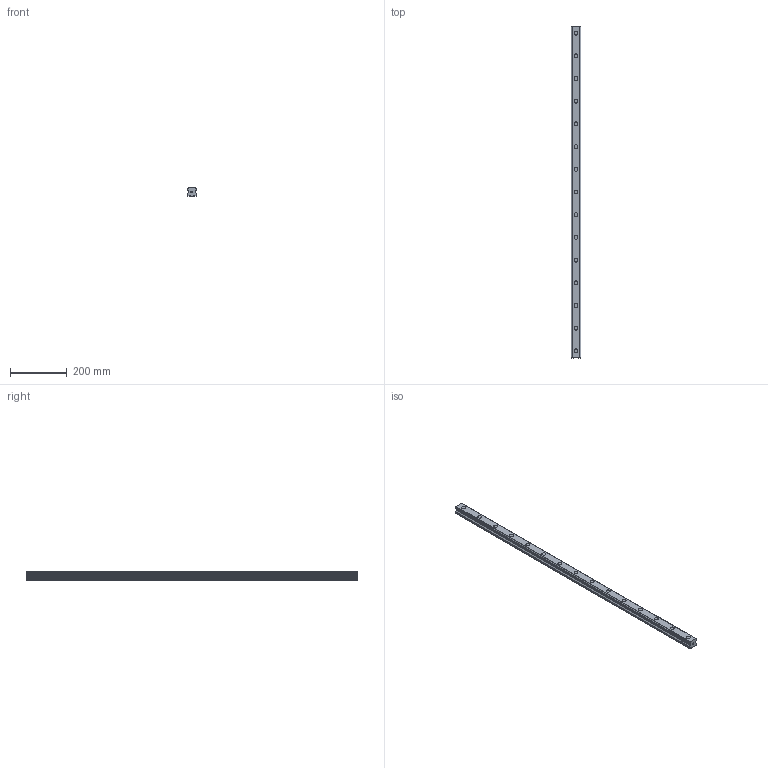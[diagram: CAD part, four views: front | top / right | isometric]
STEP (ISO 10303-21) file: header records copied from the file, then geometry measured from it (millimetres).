
FILE_DESCRIPTION(('STEP AP214'),'1');
FILE_NAME('cctmp_181B7236-71C8-42C4-AEBB-FB1F7FD1FDFD_2020_7_1_12_17_56_642..stp','2020-07-01T10:17:56',('HIWIN GmbH'),('CADClick - www.CADClick.com'),'Spatial InterOp 3D',' ','unknown authorization');
FILE_SCHEMA(('AUTOMOTIVE_DESIGN'));
Length unit declared in the file: millimetre
Products named in the file (1): HGR35R1170H_FILE
Bounding box: 34 x 1170 x 29 mm (x, y, z)
Volume: 955079 mm3; surface area: 170904.6 mm2
Topology: 1 solids, 1 shells, 250 faces, 597 edges, 398 vertices
Faces by surface type: plane 138, cylinder 112
Entity records: 9329 total; most frequent: DIRECTION 1323, CARTESIAN_POINT 1246, ORIENTED_EDGE 1194, EDGE_CURVE 597, AXIS2_PLACEMENT_3D 475, VERTEX_POINT 398, LINE 373, VECTOR 373
